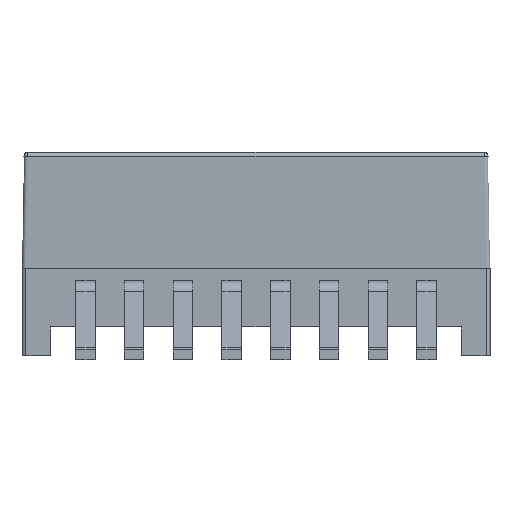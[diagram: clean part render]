
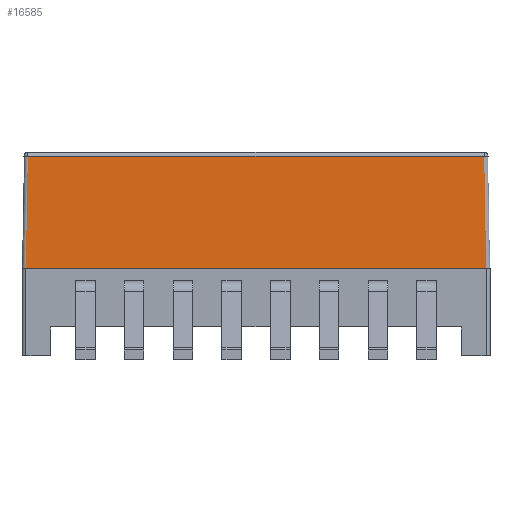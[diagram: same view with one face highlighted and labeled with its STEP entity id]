
A CAD part, front view. The second image highlights one B-rep face of the part: STEP entity #16585.
In plain terms, the highlighted planar face has unit normal (0, -1, 0.018).
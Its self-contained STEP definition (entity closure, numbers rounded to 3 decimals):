
#1425=ORIENTED_EDGE('',*,*,#5345,.F.);
#1426=ORIENTED_EDGE('',*,*,#5346,.T.);
#1427=ORIENTED_EDGE('',*,*,#5347,.T.);
#1428=ORIENTED_EDGE('',*,*,#5348,.T.);
#1429=ORIENTED_EDGE('',*,*,#5349,.F.);
#1430=ORIENTED_EDGE('',*,*,#5112,.F.);
#5112=EDGE_CURVE('',#7109,#7110,#8549,.T.);
#5345=EDGE_CURVE('',#7332,#7109,#8657,.T.);
#5346=EDGE_CURVE('',#7332,#7333,#8658,.T.);
#5347=EDGE_CURVE('',#7333,#7334,#8659,.F.);
#5348=EDGE_CURVE('',#7334,#7335,#8660,.F.);
#5349=EDGE_CURVE('',#7110,#7335,#8661,.T.);
#7109=VERTEX_POINT('',#22592);
#7110=VERTEX_POINT('',#22594);
#7332=VERTEX_POINT('',#23749);
#7333=VERTEX_POINT('',#23751);
#7334=VERTEX_POINT('',#23753);
#7335=VERTEX_POINT('',#23755);
#8549=LINE('',#22593,#10054);
#8657=LINE('',#23748,#10162);
#8658=LINE('',#23750,#10163);
#8659=LINE('',#23752,#10164);
#8660=LINE('',#23754,#10165);
#8661=LINE('',#23756,#10166);
#10054=VECTOR('',#18842,1000.);
#10162=VECTOR('',#19024,1000.);
#10163=VECTOR('',#19025,1000.);
#10164=VECTOR('',#19026,1000.);
#10165=VECTOR('',#19027,1000.);
#10166=VECTOR('',#19028,1000.);
#11489=EDGE_LOOP('',(#1425,#1426,#1427,#1428,#1429,#1430));
#12364=FACE_BOUND('',#11489,.T.);
#13198=PLANE('',#17498);
#16585=ADVANCED_FACE('',(#12364),#13198,.T.);
#17498=AXIS2_PLACEMENT_3D('',#23747,#19022,#19023);
#18842=DIRECTION('',(-1.,0.,0.));
#19022=DIRECTION('',(0.,-1.,0.017));
#19023=DIRECTION('',(0.,-0.017,-1.));
#19024=DIRECTION('',(-1.,0.,0.));
#19025=DIRECTION('',(-0.017,0.017,1.));
#19026=DIRECTION('',(1.,0.,0.));
#19027=DIRECTION('',(0.017,0.017,1.));
#19028=DIRECTION('',(-1.,0.,0.));
#22592=CARTESIAN_POINT('',(6.,-3.5,2.37));
#22593=CARTESIAN_POINT('',(6.1,-3.5,2.37));
#22594=CARTESIAN_POINT('',(-6.,-3.5,2.37));
#23747=CARTESIAN_POINT('',(0.,-3.5,2.37));
#23748=CARTESIAN_POINT('',(6.1,-3.5,2.37));
#23749=CARTESIAN_POINT('',(6.,-3.5,2.37));
#23750=CARTESIAN_POINT('',(5.998,-3.498,2.475));
#23751=CARTESIAN_POINT('',(5.949,-3.449,5.302));
#23752=CARTESIAN_POINT('',(-6.047,-3.449,5.302));
#23753=CARTESIAN_POINT('',(-5.949,-3.449,5.302));
#23754=CARTESIAN_POINT('',(-5.998,-3.498,2.475));
#23755=CARTESIAN_POINT('',(-6.,-3.5,2.37));
#23756=CARTESIAN_POINT('',(6.1,-3.5,2.37));
